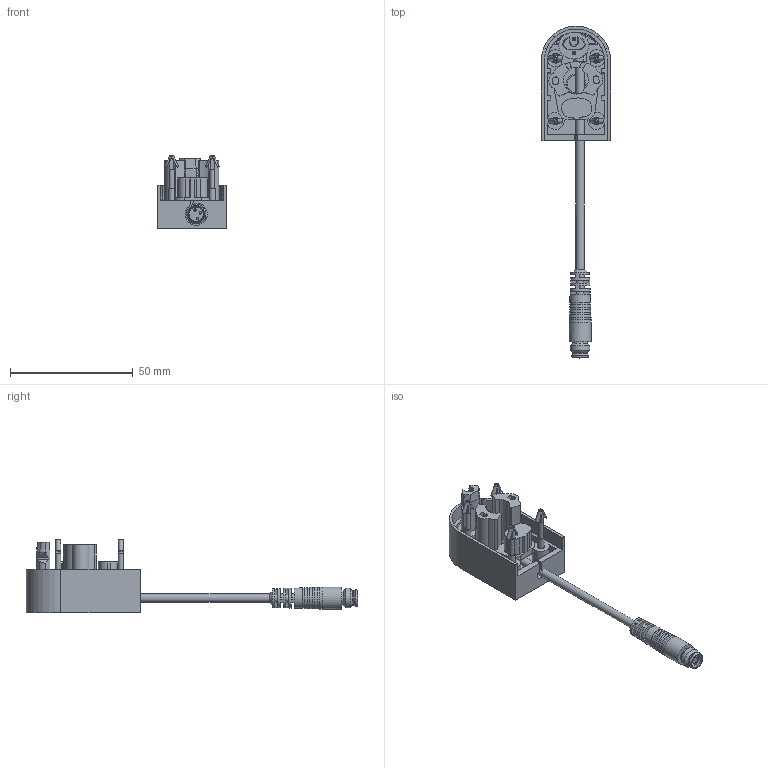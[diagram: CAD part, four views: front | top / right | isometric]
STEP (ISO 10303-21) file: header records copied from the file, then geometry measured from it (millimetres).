
FILE_DESCRIPTION (( 'STEP AP214' ), '1' );
FILE_NAME ('1804-1375_a.STEP', '2019-08-06T22:23:31', ( '' ), ( '' ), 'SwSTEP 2.0', 'SolidWorks 2018', '' );
FILE_SCHEMA (( 'AUTOMOTIVE_DESIGN' ));
Length unit declared in the file: inch
Products named in the file (1): 1804-1375_a
Bounding box: 28.2 x 135.03 x 30 mm (x, y, z)
Volume: 14601.4 mm3; surface area: 16551.7 mm2
Topology: 10 solids, 10 shells, 498 faces, 1266 edges, 811 vertices
Faces by surface type: plane 256, cylinder 159, bspline 42, cone 41
Full cylindrical faces by diameter (mm): 0.7 x2, 0.9 x2, 1 x3, 1.5 x2, 2 x4, 2.5 x4, 3 x2, 3.1 x2, 3.4 x2, 3.5 x7, 4 x2, 5 x4, 5.5 x4, 5.8 x1, 6 x2, 7 x1, 8 x1, 9 x1
Entity records: 15995 total; most frequent: CARTESIAN_POINT 4466, DIRECTION 2281, ORIENTED_EDGE 2268, EDGE_CURVE 1134, AXIS2_PLACEMENT_3D 868, VERTEX_POINT 768, EDGE_LOOP 640, VECTOR 545
